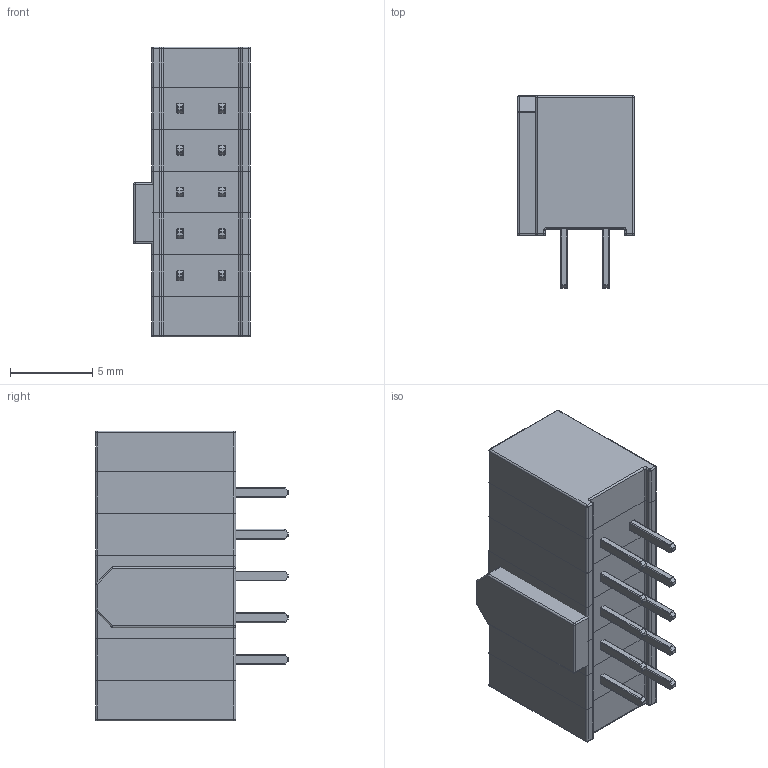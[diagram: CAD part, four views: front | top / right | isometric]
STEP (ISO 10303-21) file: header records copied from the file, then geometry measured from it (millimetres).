
FILE_DESCRIPTION (( 'STEP AP214' ), '1' );
FILE_NAME ('SFH11-xxPC-D05-ST-BK.STEP', '2018-08-02T18:05:14', ( '' ), ( '' ), 'SwSTEP 2.0', 'SolidWorks 2014', '' );
FILE_SCHEMA (( 'AUTOMOTIVE_DESIGN' ));
Length unit declared in the file: millimetre
Products named in the file (4): end; body section with ST gold pins; SFH11-xxPC-D05-ST-BK; Polarizing Key
Assembly tree (12 placements, depth 2):
  SFH11-xxPC-D05-ST-BK
    body section with ST gold pins  x9
    end  x2
    Polarizing Key
Bounding box: 7.1 x 11.7 x 17.62 mm (x, y, z)
Volume: 1339.1 mm3; surface area: 2457.8 mm2
Topology: 30 solids, 30 shells, 1570 faces, 3494 edges, 1842 vertices
Faces by surface type: cylinder 728, plane 424, sphere 234, bspline 180, torus 4
Entity records: 6254 total; most frequent: CARTESIAN_POINT 1319, DIRECTION 1064, ORIENTED_EDGE 952, EDGE_CURVE 476, AXIS2_PLACEMENT_3D 409, VERTEX_POINT 264, VECTOR 246, LINE 246
